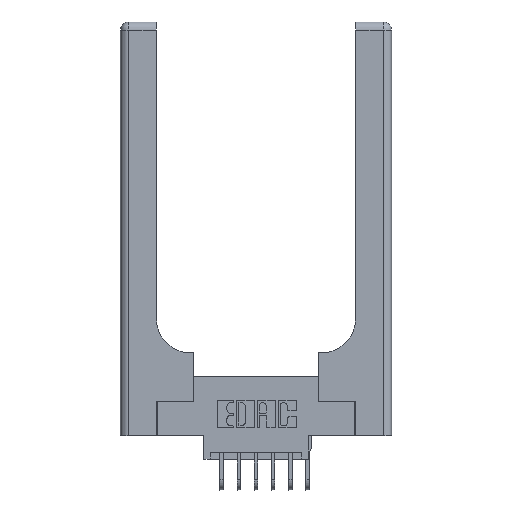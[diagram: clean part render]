
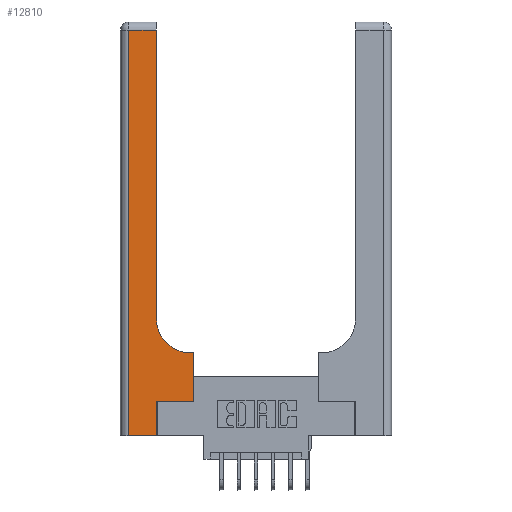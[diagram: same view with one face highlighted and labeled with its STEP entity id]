
A CAD part, top view. The second image highlights one B-rep face of the part: STEP entity #12810.
In plain terms, the highlighted planar face has unit normal (0, 0, 1).
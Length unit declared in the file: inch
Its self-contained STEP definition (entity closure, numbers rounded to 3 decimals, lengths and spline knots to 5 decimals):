
#22 = CARTESIAN_POINT ( 'NONE',  ( 0.51, 0.6, 0.37 ) ) ;
#232 = LINE ( 'NONE', #11305, #9488 ) ;
#1134 = CARTESIAN_POINT ( 'NONE',  ( 0.265, 0., 0.37 ) ) ;
#1674 = VECTOR ( 'NONE', #3444, 39.37008 ) ;
#1686 = ORIENTED_EDGE ( 'NONE', *, *, #4118, .T. ) ;
#2474 = VECTOR ( 'NONE', #15424, 39.37008 ) ;
#2491 = VECTOR ( 'NONE', #11790, 39.37008 ) ;
#2709 = VERTEX_POINT ( 'NONE', #22 ) ;
#2917 = CARTESIAN_POINT ( 'NONE',  ( 0.26, 0.85, 0.37 ) ) ;
#3444 = DIRECTION ( 'NONE',  ( 0., 1., 0. ) ) ;
#3517 = VERTEX_POINT ( 'NONE', #5847 ) ;
#3584 = CIRCLE ( 'NONE', #15603, 0.25 ) ;
#3653 = LINE ( 'NONE', #8398, #12042 ) ;
#3916 = ORIENTED_EDGE ( 'NONE', *, *, #8031, .T. ) ;
#4118 = EDGE_CURVE ( 'NONE', #2709, #8290, #3584, .T. ) ;
#4155 = DIRECTION ( 'NONE',  ( 1., 0., 0. ) ) ;
#4240 = VERTEX_POINT ( 'NONE', #9558 ) ;
#4282 = CARTESIAN_POINT ( 'NONE',  ( 0.06, 0., 0.37 ) ) ;
#4353 = CARTESIAN_POINT ( 'NONE',  ( 0.26, 3., 0.37 ) ) ;
#4356 = CARTESIAN_POINT ( 'NONE',  ( 0.26, 0.6, 0.37 ) ) ;
#4417 = EDGE_CURVE ( 'NONE', #7615, #10042, #232, .T. ) ;
#4487 = LINE ( 'NONE', #5780, #2491 ) ;
#5721 = ORIENTED_EDGE ( 'NONE', *, *, #4417, .T. ) ;
#5780 = CARTESIAN_POINT ( 'NONE',  ( 0.06, 3., 0.37 ) ) ;
#5784 = DIRECTION ( 'NONE',  ( 0., 0., -1. ) ) ;
#5790 = AXIS2_PLACEMENT_3D ( 'NONE', #11341, #15850, #10890 ) ;
#5842 = ORIENTED_EDGE ( 'NONE', *, *, #13476, .T. ) ;
#5847 = CARTESIAN_POINT ( 'NONE',  ( 0.06, 2.94, 0.37 ) ) ;
#6051 = CARTESIAN_POINT ( 'NONE',  ( 0.26, 2.94, 0.37 ) ) ;
#6236 = EDGE_CURVE ( 'NONE', #7897, #3517, #3653, .T. ) ;
#6464 = CARTESIAN_POINT ( 'NONE',  ( 0.265, 0.25, 0.37 ) ) ;
#6519 = VECTOR ( 'NONE', #10060, 39.37008 ) ;
#6776 = LINE ( 'NONE', #4356, #12391 ) ;
#7286 = CARTESIAN_POINT ( 'NONE',  ( 0.265, 0.25, 0.37 ) ) ;
#7615 = VERTEX_POINT ( 'NONE', #4282 ) ;
#7616 = EDGE_CURVE ( 'NONE', #11539, #2709, #6776, .T. ) ;
#7897 = VERTEX_POINT ( 'NONE', #6051 ) ;
#8031 = EDGE_CURVE ( 'NONE', #4240, #11539, #13645, .T. ) ;
#8200 = CARTESIAN_POINT ( 'NONE',  ( 0.265, 0., 0.37 ) ) ;
#8277 = CARTESIAN_POINT ( 'NONE',  ( 0.51, 0.85, 0.37 ) ) ;
#8290 = VERTEX_POINT ( 'NONE', #2917 ) ;
#8312 = ORIENTED_EDGE ( 'NONE', *, *, #13553, .T. ) ;
#8398 = CARTESIAN_POINT ( 'NONE',  ( 0., 2.94, 0.37 ) ) ;
#9372 = CARTESIAN_POINT ( 'NONE',  ( 0.528, 0.6, 0.37 ) ) ;
#9406 = DIRECTION ( 'NONE',  ( 1., 0., 0. ) ) ;
#9488 = VECTOR ( 'NONE', #4155, 39.37008 ) ;
#9554 = LINE ( 'NONE', #1134, #1674 ) ;
#9558 = CARTESIAN_POINT ( 'NONE',  ( 0.528, 0.25, 0.37 ) ) ;
#9559 = ORIENTED_EDGE ( 'NONE', *, *, #6236, .T. ) ;
#9701 = EDGE_LOOP ( 'NONE', ( #12718, #9559, #5842, #5721, #8312, #11241, #3916, #15367, #1686 ) ) ;
#9909 = CARTESIAN_POINT ( 'NONE',  ( 0.528, 0.25, 0.37 ) ) ;
#9942 = DIRECTION ( 'NONE',  ( 1., 0., 0. ) ) ;
#10042 = VERTEX_POINT ( 'NONE', #8200 ) ;
#10060 = DIRECTION ( 'NONE',  ( 0., 1., 0. ) ) ;
#10383 = LINE ( 'NONE', #4353, #2474 ) ;
#10890 = DIRECTION ( 'NONE',  ( -1., 0., 0. ) ) ;
#11241 = ORIENTED_EDGE ( 'NONE', *, *, #13964, .T. ) ;
#11305 = CARTESIAN_POINT ( 'NONE',  ( 0., 0., 0.37 ) ) ;
#11341 = CARTESIAN_POINT ( 'NONE',  ( 0., 3., 0.37 ) ) ;
#11539 = VERTEX_POINT ( 'NONE', #9372 ) ;
#11790 = DIRECTION ( 'NONE',  ( 0., -1., 0. ) ) ;
#12042 = VECTOR ( 'NONE', #15839, 39.37008 ) ;
#12161 = FACE_OUTER_BOUND ( 'NONE', #9701, .T. ) ;
#12391 = VECTOR ( 'NONE', #13025, 39.37008 ) ;
#12682 = VECTOR ( 'NONE', #9942, 39.37008 ) ;
#12718 = ORIENTED_EDGE ( 'NONE', *, *, #14781, .T. ) ;
#12810 = ADVANCED_FACE ( 'NONE', ( #12161 ), #15687, .F. ) ;
#12978 = LINE ( 'NONE', #7286, #12682 ) ;
#13025 = DIRECTION ( 'NONE',  ( -1., 0., 0. ) ) ;
#13476 = EDGE_CURVE ( 'NONE', #3517, #7615, #4487, .T. ) ;
#13553 = EDGE_CURVE ( 'NONE', #10042, #14668, #9554, .T. ) ;
#13645 = LINE ( 'NONE', #9909, #6519 ) ;
#13964 = EDGE_CURVE ( 'NONE', #14668, #4240, #12978, .T. ) ;
#14668 = VERTEX_POINT ( 'NONE', #6464 ) ;
#14781 = EDGE_CURVE ( 'NONE', #8290, #7897, #10383, .T. ) ;
#15367 = ORIENTED_EDGE ( 'NONE', *, *, #7616, .T. ) ;
#15424 = DIRECTION ( 'NONE',  ( 0., 1., 0. ) ) ;
#15603 = AXIS2_PLACEMENT_3D ( 'NONE', #8277, #5784, #9406 ) ;
#15687 = PLANE ( 'NONE',  #5790 ) ;
#15839 = DIRECTION ( 'NONE',  ( -1., 0., 0. ) ) ;
#15850 = DIRECTION ( 'NONE',  ( 0., 0., -1. ) ) ;
